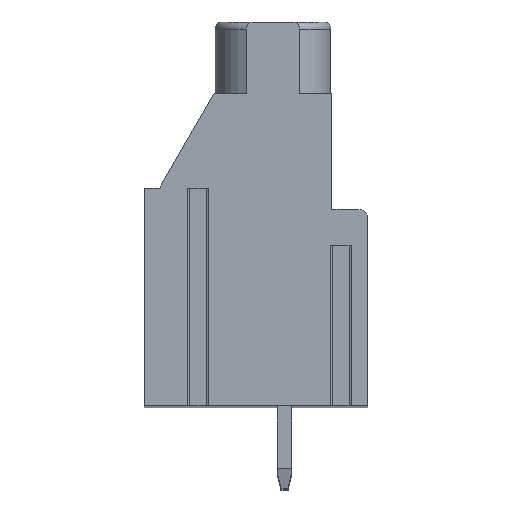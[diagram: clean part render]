
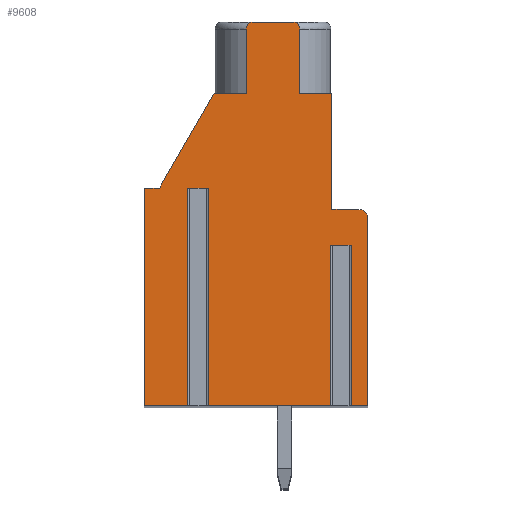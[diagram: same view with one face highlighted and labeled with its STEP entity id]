
A CAD part, top view. The second image highlights one B-rep face of the part: STEP entity #9608.
In plain terms, the highlighted planar face has unit normal (0, 0, 1).
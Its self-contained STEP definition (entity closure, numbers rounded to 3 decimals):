
#65=DIRECTION('',(-1.,0.,0.));
#66=VECTOR('',#65,1.146);
#67=CARTESIAN_POINT('',(-2.127,1.2,66.675));
#68=LINE('',#67,#66);
#69=DIRECTION('',(0.,-1.,0.));
#70=VECTOR('',#69,12.2);
#71=CARTESIAN_POINT('',(-3.273,1.2,66.675));
#72=LINE('',#71,#70);
#73=DIRECTION('',(1.,0.,0.));
#74=VECTOR('',#73,2.427);
#75=CARTESIAN_POINT('',(-5.7,-11.,66.675));
#76=LINE('',#75,#74);
#77=DIRECTION('',(0.,-1.,0.));
#78=VECTOR('',#77,12.2);
#79=CARTESIAN_POINT('',(-5.7,1.2,66.675));
#80=LINE('',#79,#78);
#81=DIRECTION('',(-1.,0.,0.));
#82=VECTOR('',#81,0.84);
#83=CARTESIAN_POINT('',(-4.86,1.2,66.675));
#84=LINE('',#83,#82);
#85=DIRECTION('',(-0.5,-0.866,0.));
#86=VECTOR('',#85,6.12);
#87=CARTESIAN_POINT('',(-1.8,6.5,66.675));
#88=LINE('',#87,#86);
#89=DIRECTION('',(-1.,0.,0.));
#90=VECTOR('',#89,1.8);
#91=CARTESIAN_POINT('',(0.,6.5,66.675));
#92=LINE('',#91,#90);
#93=DIRECTION('',(0.,-1.,0.));
#94=VECTOR('',#93,3.6);
#95=CARTESIAN_POINT('',(0.,10.1,66.675));
#96=LINE('',#95,#94);
#97=CARTESIAN_POINT('',(0.4,10.1,66.675));
#98=DIRECTION('',(0.,0.,1.));
#99=DIRECTION('',(0.,1.,0.));
#100=AXIS2_PLACEMENT_3D('',#97,#98,#99);
#102=DIRECTION('',(-1.,0.,0.));
#103=VECTOR('',#102,2.2);
#104=CARTESIAN_POINT('',(2.6,10.5,66.675));
#105=LINE('',#104,#103);
#106=CARTESIAN_POINT('',(2.6,10.1,66.675));
#107=DIRECTION('',(0.,0.,1.));
#108=DIRECTION('',(1.,0.,0.));
#109=AXIS2_PLACEMENT_3D('',#106,#107,#108);
#111=DIRECTION('',(0.,1.,0.));
#112=VECTOR('',#111,3.6);
#113=CARTESIAN_POINT('',(3.,6.5,66.675));
#114=LINE('',#113,#112);
#115=DIRECTION('',(-1.,0.,0.));
#116=VECTOR('',#115,1.8);
#117=CARTESIAN_POINT('',(4.8,6.5,66.675));
#118=LINE('',#117,#116);
#119=DIRECTION('',(0.,1.,0.));
#120=VECTOR('',#119,6.5);
#121=CARTESIAN_POINT('',(4.8,0.,66.675));
#122=LINE('',#121,#120);
#123=DIRECTION('',(-1.,0.,0.));
#124=VECTOR('',#123,1.5);
#125=CARTESIAN_POINT('',(6.3,0.,66.675));
#126=LINE('',#125,#124);
#127=CARTESIAN_POINT('',(6.3,-0.5,66.675));
#128=DIRECTION('',(0.,0.,1.));
#129=DIRECTION('',(1.,0.,0.));
#130=AXIS2_PLACEMENT_3D('',#127,#128,#129);
#132=DIRECTION('',(0.,1.,0.));
#133=VECTOR('',#132,10.5);
#134=CARTESIAN_POINT('',(6.8,-11.,66.675));
#135=LINE('',#134,#133);
#136=DIRECTION('',(1.,0.,0.));
#137=VECTOR('',#136,0.925);
#138=CARTESIAN_POINT('',(5.875,-11.,66.675));
#139=LINE('',#138,#137);
#140=DIRECTION('',(0.,-1.,0.));
#141=VECTOR('',#140,9.);
#142=CARTESIAN_POINT('',(5.875,-2.,66.675));
#143=LINE('',#142,#141);
#144=DIRECTION('',(-1.,0.,0.));
#145=VECTOR('',#144,1.146);
#146=CARTESIAN_POINT('',(5.875,-2.,66.675));
#147=LINE('',#146,#145);
#148=DIRECTION('',(0.,-1.,0.));
#149=VECTOR('',#148,9.);
#150=CARTESIAN_POINT('',(4.728,-2.,66.675));
#151=LINE('',#150,#149);
#152=DIRECTION('',(1.,0.,0.));
#153=VECTOR('',#152,6.855);
#154=CARTESIAN_POINT('',(-2.127,-11.,66.675));
#155=LINE('',#154,#153);
#156=DIRECTION('',(0.,-1.,0.));
#157=VECTOR('',#156,12.2);
#158=CARTESIAN_POINT('',(-2.127,1.2,66.675));
#159=LINE('',#158,#157);
#7475=CARTESIAN_POINT('',(6.8,-11.,66.675));
#7476=CARTESIAN_POINT('',(6.8,-0.5,66.675));
#7477=VERTEX_POINT('',#7475);
#7478=VERTEX_POINT('',#7476);
#7479=CARTESIAN_POINT('',(6.3,0.,66.675));
#7480=VERTEX_POINT('',#7479);
#7481=CARTESIAN_POINT('',(4.8,0.,66.675));
#7482=VERTEX_POINT('',#7481);
#7483=CARTESIAN_POINT('',(4.8,6.5,66.675));
#7484=VERTEX_POINT('',#7483);
#7485=CARTESIAN_POINT('',(3.,6.5,66.675));
#7486=VERTEX_POINT('',#7485);
#7487=CARTESIAN_POINT('',(3.,10.1,66.675));
#7488=VERTEX_POINT('',#7487);
#7489=CARTESIAN_POINT('',(2.6,10.5,66.675));
#7490=VERTEX_POINT('',#7489);
#7491=CARTESIAN_POINT('',(0.4,10.5,66.675));
#7492=VERTEX_POINT('',#7491);
#7493=CARTESIAN_POINT('',(0.,10.1,66.675));
#7494=VERTEX_POINT('',#7493);
#7495=CARTESIAN_POINT('',(0.,6.5,66.675));
#7496=VERTEX_POINT('',#7495);
#7497=CARTESIAN_POINT('',(-1.8,6.5,66.675));
#7498=VERTEX_POINT('',#7497);
#7499=CARTESIAN_POINT('',(-4.86,1.2,66.675));
#7500=VERTEX_POINT('',#7499);
#7501=CARTESIAN_POINT('',(-5.7,1.2,66.675));
#7502=VERTEX_POINT('',#7501);
#7503=CARTESIAN_POINT('',(-5.7,-11.,66.675));
#7504=VERTEX_POINT('',#7503);
#7661=CARTESIAN_POINT('',(5.875,-2.,66.675));
#7662=CARTESIAN_POINT('',(4.728,-2.,66.675));
#7663=VERTEX_POINT('',#7661);
#7664=VERTEX_POINT('',#7662);
#7665=CARTESIAN_POINT('',(5.875,-11.,66.675));
#7666=VERTEX_POINT('',#7665);
#7667=CARTESIAN_POINT('',(4.728,-11.,66.675));
#7668=VERTEX_POINT('',#7667);
#7693=CARTESIAN_POINT('',(-2.127,1.2,66.675));
#7694=CARTESIAN_POINT('',(-3.273,1.2,66.675));
#7695=VERTEX_POINT('',#7693);
#7696=VERTEX_POINT('',#7694);
#7697=CARTESIAN_POINT('',(-2.127,-11.,66.675));
#7698=VERTEX_POINT('',#7697);
#7699=CARTESIAN_POINT('',(-3.273,-11.,66.675));
#7700=VERTEX_POINT('',#7699);
#9555=CARTESIAN_POINT('',(0.,0.,66.675));
#9556=DIRECTION('',(0.,0.,1.));
#9557=DIRECTION('',(1.,0.,0.));
#9558=AXIS2_PLACEMENT_3D('',#9555,#9556,#9557);
#9559=PLANE('',#9558);
#9561=ORIENTED_EDGE('',*,*,#9560,.T.);
#9563=ORIENTED_EDGE('',*,*,#9562,.T.);
#9565=ORIENTED_EDGE('',*,*,#9564,.F.);
#9567=ORIENTED_EDGE('',*,*,#9566,.F.);
#9569=ORIENTED_EDGE('',*,*,#9568,.F.);
#9571=ORIENTED_EDGE('',*,*,#9570,.F.);
#9573=ORIENTED_EDGE('',*,*,#9572,.F.);
#9575=ORIENTED_EDGE('',*,*,#9574,.F.);
#9577=ORIENTED_EDGE('',*,*,#9576,.F.);
#9579=ORIENTED_EDGE('',*,*,#9578,.F.);
#9581=ORIENTED_EDGE('',*,*,#9580,.F.);
#9583=ORIENTED_EDGE('',*,*,#9582,.F.);
#9585=ORIENTED_EDGE('',*,*,#9584,.F.);
#9587=ORIENTED_EDGE('',*,*,#9586,.F.);
#9589=ORIENTED_EDGE('',*,*,#9588,.F.);
#9591=ORIENTED_EDGE('',*,*,#9590,.F.);
#9593=ORIENTED_EDGE('',*,*,#9592,.F.);
#9595=ORIENTED_EDGE('',*,*,#9594,.F.);
#9597=ORIENTED_EDGE('',*,*,#9596,.F.);
#9599=ORIENTED_EDGE('',*,*,#9598,.T.);
#9601=ORIENTED_EDGE('',*,*,#9600,.T.);
#9603=ORIENTED_EDGE('',*,*,#9602,.F.);
#9605=ORIENTED_EDGE('',*,*,#9604,.F.);
#9606=EDGE_LOOP('',(#9561,#9563,#9565,#9567,#9569,#9571,#9573,#9575,#9577,#9579,
#9581,#9583,#9585,#9587,#9589,#9591,#9593,#9595,#9597,#9599,#9601,#9603,#9605));
#9607=FACE_OUTER_BOUND('',#9606,.F.);
#101=CIRCLE('',#100,0.4);
#110=CIRCLE('',#109,0.4);
#131=CIRCLE('',#130,0.5);
#9560=EDGE_CURVE('',#7695,#7696,#68,.T.);
#9562=EDGE_CURVE('',#7696,#7700,#72,.T.);
#9564=EDGE_CURVE('',#7504,#7700,#76,.T.);
#9566=EDGE_CURVE('',#7502,#7504,#80,.T.);
#9568=EDGE_CURVE('',#7500,#7502,#84,.T.);
#9570=EDGE_CURVE('',#7498,#7500,#88,.T.);
#9572=EDGE_CURVE('',#7496,#7498,#92,.T.);
#9574=EDGE_CURVE('',#7494,#7496,#96,.T.);
#9576=EDGE_CURVE('',#7492,#7494,#101,.T.);
#9578=EDGE_CURVE('',#7490,#7492,#105,.T.);
#9580=EDGE_CURVE('',#7488,#7490,#110,.T.);
#9582=EDGE_CURVE('',#7486,#7488,#114,.T.);
#9584=EDGE_CURVE('',#7484,#7486,#118,.T.);
#9586=EDGE_CURVE('',#7482,#7484,#122,.T.);
#9588=EDGE_CURVE('',#7480,#7482,#126,.T.);
#9590=EDGE_CURVE('',#7478,#7480,#131,.T.);
#9592=EDGE_CURVE('',#7477,#7478,#135,.T.);
#9594=EDGE_CURVE('',#7666,#7477,#139,.T.);
#9596=EDGE_CURVE('',#7663,#7666,#143,.T.);
#9598=EDGE_CURVE('',#7663,#7664,#147,.T.);
#9600=EDGE_CURVE('',#7664,#7668,#151,.T.);
#9602=EDGE_CURVE('',#7698,#7668,#155,.T.);
#9604=EDGE_CURVE('',#7695,#7698,#159,.T.);
#9608=ADVANCED_FACE('',(#9607),#9559,.T.);
